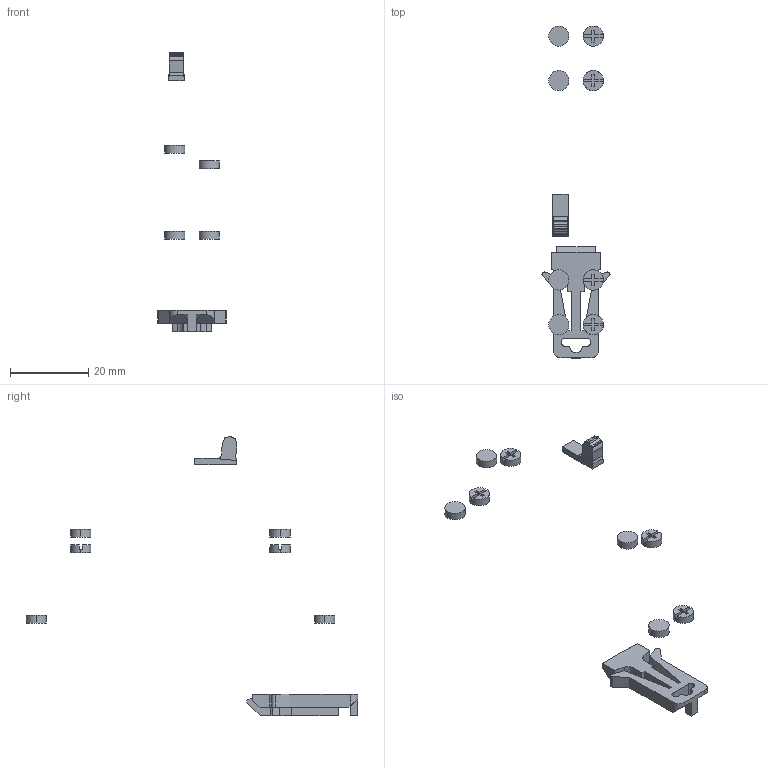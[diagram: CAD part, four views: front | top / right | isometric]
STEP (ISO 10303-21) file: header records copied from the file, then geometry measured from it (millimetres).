
FILE_DESCRIPTION((''),'2;1');
FILE_NAME('SB100532_3D-SOFTWARE_COLOUR_ASM','2012-04-02T',('SESA181470'),('Schneider-Electric'),'PRO/ENGINEER BY PARAMETRIC TECHNOLOGY CORPORATION, 2009400','PRO/ENGINEER BY PARAMETRIC TECHNOLOGY CORPORATION, 2009400','');
FILE_SCHEMA(('CONFIG_CONTROL_DESIGN'));
Length unit declared in the file: millimetre
Products named in the file (6): COQUE_2M_1_2; MANETTE_1_1_2; VIS_1_BIS_1_2; CACHE_520_1_2; CLIP_3_1_2; SB100532_3D-SOFTWARE_COLOUR_ASM
Assembly tree (11 placements, depth 2):
  SB100532_3D-SOFTWARE_COLOUR_ASM
    COQUE_2M_1_2
    MANETTE_1_1_2
    VIS_1_BIS_1_2  x4
    CACHE_520_1_2  x4
    CLIP_3_1_2
Bounding box: 17.41 x 84.9 x 71.59 mm (x, y, z)
Volume: 1496.9 mm3; surface area: 2093.5 mm2
Topology: 10 solids, 10 shells, 157 faces, 422 edges, 284 vertices
Faces by surface type: plane 118, cylinder 31, extrusion 8
Entity records: 8628 total; most frequent: CARTESIAN_POINT 1867, ORIENTED_EDGE 1420, DIRECTION 1298, EDGE_CURVE 710, VECTOR 576, LINE 568, VERTEX_POINT 479, AXIS2_PLACEMENT_3D 361
